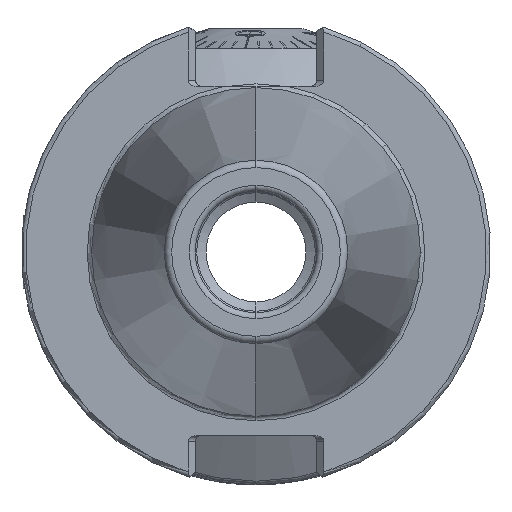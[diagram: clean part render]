
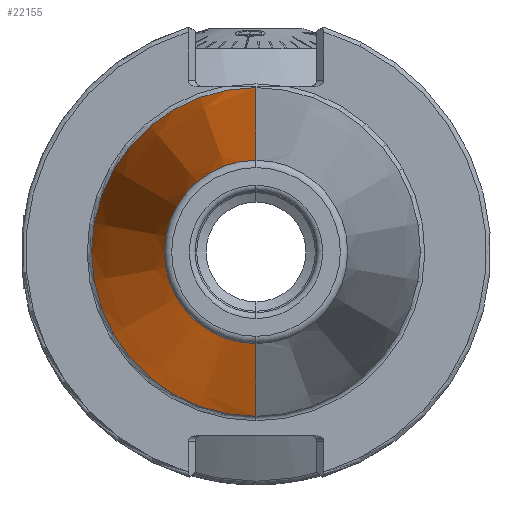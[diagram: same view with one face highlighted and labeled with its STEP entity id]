
A CAD part, left-side view. The second image highlights one B-rep face of the part: STEP entity #22155.
In plain terms, the highlighted conical face has half-angle 8.297 degrees and reference radius 22.225 mm.
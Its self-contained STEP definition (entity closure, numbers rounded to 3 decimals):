
#402 = EDGE_CURVE ( 'NONE', #27979, #28196, #36633, .T. ) ;
#902 = VECTOR ( 'NONE', #38745, 1000. ) ;
#2283 = VERTEX_POINT ( 'NONE', #38204 ) ;
#2478 = VECTOR ( 'NONE', #8126, 1000. ) ;
#2828 = ORIENTED_EDGE ( 'NONE', *, *, #20899, .T. ) ;
#5271 = ORIENTED_EDGE ( 'NONE', *, *, #43261, .F. ) ;
#5791 = ORIENTED_EDGE ( 'NONE', *, *, #40532, .F. ) ;
#6118 = DIRECTION ( 'NONE',  ( 0., 0., 1. ) ) ;
#6540 = DIRECTION ( 'NONE',  ( 0., 0., 1. ) ) ;
#6763 = DIRECTION ( 'NONE',  ( -1., 0., 0. ) ) ;
#8126 = DIRECTION ( 'NONE',  ( 0.99, 0., -0.144 ) ) ;
#11615 = LINE ( 'NONE', #31064, #2478 ) ;
#12276 = LINE ( 'NONE', #19259, #902 ) ;
#12887 = AXIS2_PLACEMENT_3D ( 'NONE', #20081, #6763, #6540 ) ;
#14714 = EDGE_LOOP ( 'NONE', ( #5271, #2828, #34155, #5791 ) ) ;
#15457 = DIRECTION ( 'NONE',  ( 1., 0., 0. ) ) ;
#16531 = CONICAL_SURFACE ( 'NONE', #22137, 22.225, 0.145 ) ;
#18520 = CARTESIAN_POINT ( 'NONE',  ( 0., 0., 0. ) ) ;
#19259 = CARTESIAN_POINT ( 'NONE',  ( 0., 0., 22.225 ) ) ;
#19442 = CARTESIAN_POINT ( 'NONE',  ( -67.394, 0., 0. ) ) ;
#20038 = AXIS2_PLACEMENT_3D ( 'NONE', #19442, #23378, #6118 ) ;
#20081 = CARTESIAN_POINT ( 'NONE',  ( 0., 0., 0. ) ) ;
#20899 = EDGE_CURVE ( 'NONE', #25822, #27979, #12276, .T. ) ;
#22046 = FACE_OUTER_BOUND ( 'NONE', #14714, .T. ) ;
#22137 = AXIS2_PLACEMENT_3D ( 'NONE', #18520, #15457, #35380 ) ;
#22155 = ADVANCED_FACE ( 'NONE', ( #22046 ), #16531, .T. ) ;
#22183 = CIRCLE ( 'NONE', #20038, 12.397 ) ;
#22718 = CARTESIAN_POINT ( 'NONE',  ( 0., 0., 22.225 ) ) ;
#23378 = DIRECTION ( 'NONE',  ( -1., 0., 0. ) ) ;
#25822 = VERTEX_POINT ( 'NONE', #34085 ) ;
#27979 = VERTEX_POINT ( 'NONE', #22718 ) ;
#28196 = VERTEX_POINT ( 'NONE', #42128 ) ;
#31064 = CARTESIAN_POINT ( 'NONE',  ( 0., 0., -22.225 ) ) ;
#34085 = CARTESIAN_POINT ( 'NONE',  ( -67.394, 0., 12.397 ) ) ;
#34155 = ORIENTED_EDGE ( 'NONE', *, *, #402, .T. ) ;
#35380 = DIRECTION ( 'NONE',  ( 0., 0., -1. ) ) ;
#36633 = CIRCLE ( 'NONE', #12887, 22.225 ) ;
#38204 = CARTESIAN_POINT ( 'NONE',  ( -67.394, 0., -12.397 ) ) ;
#38745 = DIRECTION ( 'NONE',  ( 0.99, 0., 0.144 ) ) ;
#40532 = EDGE_CURVE ( 'NONE', #2283, #28196, #11615, .T. ) ;
#42128 = CARTESIAN_POINT ( 'NONE',  ( 0., 0., -22.225 ) ) ;
#43261 = EDGE_CURVE ( 'NONE', #25822, #2283, #22183, .T. ) ;
